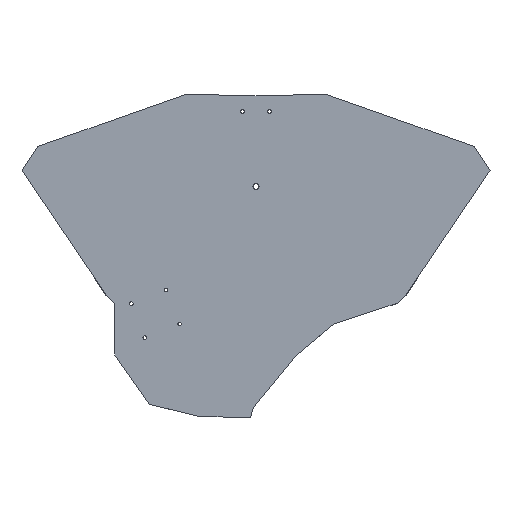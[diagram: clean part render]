
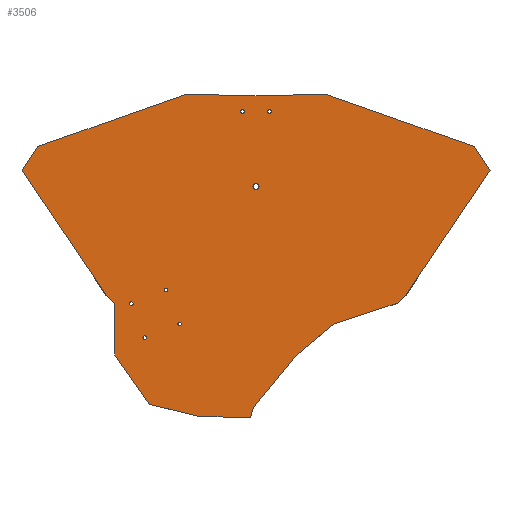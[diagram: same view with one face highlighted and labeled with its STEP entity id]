
A CAD part, top view. The second image highlights one B-rep face of the part: STEP entity #3506.
In plain terms, the highlighted planar face has unit normal (0, 0, 1).
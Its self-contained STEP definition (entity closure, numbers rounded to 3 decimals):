
#43=FACE_BOUND('',#608,.T.);
#44=FACE_BOUND('',#609,.T.);
#45=FACE_BOUND('',#610,.T.);
#46=FACE_BOUND('',#611,.T.);
#47=FACE_BOUND('',#612,.T.);
#48=FACE_BOUND('',#613,.T.);
#49=FACE_BOUND('',#614,.T.);
#208=PLANE('',#3759);
#393=FACE_OUTER_BOUND('',#607,.T.);
#607=EDGE_LOOP('',(#3266,#3267,#3268,#3269,#3270,#3271,#3272,#3273,#3274,
#3275,#3276,#3277,#3278,#3279,#3280,#3281,#3282,#3283));
#608=EDGE_LOOP('',(#3284));
#609=EDGE_LOOP('',(#3285));
#610=EDGE_LOOP('',(#3286));
#611=EDGE_LOOP('',(#3287));
#612=EDGE_LOOP('',(#3288));
#613=EDGE_LOOP('',(#3289));
#614=EDGE_LOOP('',(#3290));
#687=LINE('',#4828,#1116);
#787=LINE('',#5146,#1216);
#790=LINE('',#5151,#1219);
#792=LINE('',#5155,#1221);
#794=LINE('',#5160,#1223);
#797=LINE('',#5165,#1226);
#799=LINE('',#5169,#1228);
#801=LINE('',#5173,#1230);
#803=LINE('',#5176,#1232);
#1019=LINE('',#5605,#1448);
#1021=LINE('',#5609,#1450);
#1023=LINE('',#5613,#1452);
#1025=LINE('',#5617,#1454);
#1026=LINE('',#5619,#1455);
#1028=LINE('',#5623,#1457);
#1030=LINE('',#5627,#1459);
#1032=LINE('',#5631,#1461);
#1033=LINE('',#5633,#1462);
#1116=VECTOR('',#3881,10.);
#1216=VECTOR('',#4213,10.);
#1219=VECTOR('',#4218,10.);
#1221=VECTOR('',#4222,10.);
#1223=VECTOR('',#4226,10.);
#1226=VECTOR('',#4231,10.);
#1228=VECTOR('',#4235,10.);
#1230=VECTOR('',#4239,10.);
#1232=VECTOR('',#4243,10.);
#1448=VECTOR('',#4601,10.);
#1450=VECTOR('',#4605,10.);
#1452=VECTOR('',#4609,10.);
#1454=VECTOR('',#4613,10.);
#1455=VECTOR('',#4616,10.);
#1457=VECTOR('',#4620,10.);
#1459=VECTOR('',#4624,10.);
#1461=VECTOR('',#4628,10.);
#1462=VECTOR('',#4631,10.);
#1474=CIRCLE('',#3523,1.05);
#1476=CIRCLE('',#3526,1.05);
#1504=CIRCLE('',#3595,1.05);
#1507=CIRCLE('',#3602,1.05);
#1510=CIRCLE('',#3608,1.05);
#1513=CIRCLE('',#3614,1.05);
#1527=CIRCLE('',#3760,1.75);
#1528=VERTEX_POINT('',#4675);
#1530=VERTEX_POINT('',#4681);
#1586=VERTEX_POINT('',#4825);
#1587=VERTEX_POINT('',#4827);
#1642=VERTEX_POINT('',#4978);
#1645=VERTEX_POINT('',#4990);
#1648=VERTEX_POINT('',#5001);
#1651=VERTEX_POINT('',#5012);
#1688=VERTEX_POINT('',#5144);
#1689=VERTEX_POINT('',#5145);
#1690=VERTEX_POINT('',#5150);
#1691=VERTEX_POINT('',#5154);
#1692=VERTEX_POINT('',#5158);
#1693=VERTEX_POINT('',#5159);
#1694=VERTEX_POINT('',#5164);
#1695=VERTEX_POINT('',#5168);
#1696=VERTEX_POINT('',#5172);
#1838=VERTEX_POINT('',#5603);
#1839=VERTEX_POINT('',#5607);
#1840=VERTEX_POINT('',#5611);
#1841=VERTEX_POINT('',#5615);
#1842=VERTEX_POINT('',#5621);
#1843=VERTEX_POINT('',#5625);
#1844=VERTEX_POINT('',#5629);
#1845=VERTEX_POINT('',#5657);
#1846=EDGE_CURVE('',#1528,#1528,#1474,.T.);
#1849=EDGE_CURVE('',#1530,#1530,#1476,.T.);
#1922=EDGE_CURVE('',#1587,#1586,#687,.T.);
#1994=EDGE_CURVE('',#1642,#1642,#1504,.T.);
#1999=EDGE_CURVE('',#1645,#1645,#1507,.T.);
#2004=EDGE_CURVE('',#1648,#1648,#1510,.T.);
#2009=EDGE_CURVE('',#1651,#1651,#1513,.T.);
#2070=EDGE_CURVE('',#1688,#1689,#787,.T.);
#2073=EDGE_CURVE('',#1689,#1690,#790,.T.);
#2075=EDGE_CURVE('',#1691,#1690,#792,.T.);
#2077=EDGE_CURVE('',#1692,#1693,#794,.T.);
#2080=EDGE_CURVE('',#1693,#1694,#797,.T.);
#2082=EDGE_CURVE('',#1695,#1694,#799,.T.);
#2084=EDGE_CURVE('',#1696,#1695,#801,.T.);
#2086=EDGE_CURVE('',#1696,#1688,#803,.T.);
#2302=EDGE_CURVE('',#1691,#1838,#1019,.T.);
#2304=EDGE_CURVE('',#1838,#1839,#1021,.T.);
#2306=EDGE_CURVE('',#1839,#1840,#1023,.T.);
#2308=EDGE_CURVE('',#1840,#1841,#1025,.T.);
#2309=EDGE_CURVE('',#1841,#1587,#1026,.T.);
#2311=EDGE_CURVE('',#1586,#1842,#1028,.T.);
#2313=EDGE_CURVE('',#1842,#1843,#1030,.T.);
#2315=EDGE_CURVE('',#1843,#1844,#1032,.T.);
#2316=EDGE_CURVE('',#1844,#1692,#1033,.T.);
#2327=EDGE_CURVE('',#1845,#1845,#1527,.T.);
#3266=ORIENTED_EDGE('',*,*,#2302,.T.);
#3267=ORIENTED_EDGE('',*,*,#2304,.T.);
#3268=ORIENTED_EDGE('',*,*,#2306,.T.);
#3269=ORIENTED_EDGE('',*,*,#2308,.T.);
#3270=ORIENTED_EDGE('',*,*,#2309,.T.);
#3271=ORIENTED_EDGE('',*,*,#1922,.T.);
#3272=ORIENTED_EDGE('',*,*,#2311,.T.);
#3273=ORIENTED_EDGE('',*,*,#2313,.T.);
#3274=ORIENTED_EDGE('',*,*,#2315,.T.);
#3275=ORIENTED_EDGE('',*,*,#2316,.T.);
#3276=ORIENTED_EDGE('',*,*,#2077,.T.);
#3277=ORIENTED_EDGE('',*,*,#2080,.T.);
#3278=ORIENTED_EDGE('',*,*,#2082,.F.);
#3279=ORIENTED_EDGE('',*,*,#2084,.F.);
#3280=ORIENTED_EDGE('',*,*,#2086,.T.);
#3281=ORIENTED_EDGE('',*,*,#2070,.T.);
#3282=ORIENTED_EDGE('',*,*,#2073,.T.);
#3283=ORIENTED_EDGE('',*,*,#2075,.F.);
#3284=ORIENTED_EDGE('',*,*,#1846,.T.);
#3285=ORIENTED_EDGE('',*,*,#1849,.T.);
#3286=ORIENTED_EDGE('',*,*,#1999,.T.);
#3287=ORIENTED_EDGE('',*,*,#2004,.T.);
#3288=ORIENTED_EDGE('',*,*,#2009,.T.);
#3289=ORIENTED_EDGE('',*,*,#1994,.T.);
#3290=ORIENTED_EDGE('',*,*,#2327,.T.);
#3506=ADVANCED_FACE('',(#393,#43,#44,#45,#46,#47,#48,#49),#208,.T.);
#3523=AXIS2_PLACEMENT_3D('',#4676,#3766,#3767);
#3526=AXIS2_PLACEMENT_3D('',#4682,#3773,#3774);
#3595=AXIS2_PLACEMENT_3D('',#4980,#4028,#4029);
#3602=AXIS2_PLACEMENT_3D('',#4992,#4044,#4045);
#3608=AXIS2_PLACEMENT_3D('',#5003,#4058,#4059);
#3614=AXIS2_PLACEMENT_3D('',#5014,#4072,#4073);
#3759=AXIS2_PLACEMENT_3D('',#5656,#4666,#4667);
#3760=AXIS2_PLACEMENT_3D('',#5658,#4668,#4669);
#3766=DIRECTION('center_axis',(0.,0.,-1.));
#3767=DIRECTION('ref_axis',(-1.,0.,0.));
#3773=DIRECTION('center_axis',(0.,0.,-1.));
#3774=DIRECTION('ref_axis',(-1.,0.,0.));
#3881=DIRECTION('',(-1.,0.025,0.));
#4028=DIRECTION('center_axis',(0.,0.,-1.));
#4029=DIRECTION('ref_axis',(1.,0.,0.));
#4044=DIRECTION('center_axis',(0.,0.,-1.));
#4045=DIRECTION('ref_axis',(1.,0.,0.));
#4058=DIRECTION('center_axis',(0.,0.,-1.));
#4059=DIRECTION('ref_axis',(1.,0.,0.));
#4072=DIRECTION('center_axis',(0.,0.,-1.));
#4073=DIRECTION('ref_axis',(1.,0.,0.));
#4213=DIRECTION('',(0.636,0.772,0.));
#4218=DIRECTION('',(0.767,0.642,0.));
#4222=DIRECTION('',(-0.95,-0.312,0.));
#4226=DIRECTION('',(0.,-1.,0.));
#4231=DIRECTION('',(0.574,-0.819,0.));
#4235=DIRECTION('',(-0.972,0.236,0.));
#4239=DIRECTION('',(-1.,0.029,0.));
#4243=DIRECTION('',(0.259,0.966,0.));
#4601=DIRECTION('',(0.732,0.681,0.));
#4605=DIRECTION('',(0.56,0.829,0.));
#4609=DIRECTION('',(-0.549,0.836,0.));
#4613=DIRECTION('',(-0.943,0.333,0.));
#4616=DIRECTION('',(-1.,-0.025,0.));
#4620=DIRECTION('',(-0.943,-0.333,0.));
#4624=DIRECTION('',(-0.549,-0.836,0.));
#4628=DIRECTION('',(0.56,-0.829,0.));
#4631=DIRECTION('',(0.732,-0.681,0.));
#4666=DIRECTION('center_axis',(0.,0.,1.));
#4667=DIRECTION('ref_axis',(1.,0.,0.));
#4668=DIRECTION('center_axis',(0.,0.,-1.));
#4669=DIRECTION('ref_axis',(-1.,0.,0.));
#4675=CARTESIAN_POINT('',(-6.85,95.,3.));
#4676=CARTESIAN_POINT('Origin',(-7.9,95.,3.));
#4681=CARTESIAN_POINT('',(8.95,95.,3.));
#4682=CARTESIAN_POINT('Origin',(7.9,95.,3.));
#4825=CARTESIAN_POINT('',(-40.522,105.,3.));
#4827=CARTESIAN_POINT('',(0.,104.,3.));
#4828=CARTESIAN_POINT('',(0.,104.,3.));
#4978=CARTESIAN_POINT('',(-73.423,-16.64,3.));
#4980=CARTESIAN_POINT('Origin',(-72.373,-16.64,3.));
#4990=CARTESIAN_POINT('',(-53.207,-8.67,3.));
#4992=CARTESIAN_POINT('Origin',(-52.157,-8.67,3.));
#5001=CARTESIAN_POINT('',(-65.641,-36.388,3.));
#5003=CARTESIAN_POINT('Origin',(-64.591,-36.388,3.));
#5012=CARTESIAN_POINT('',(-45.424,-28.421,3.));
#5014=CARTESIAN_POINT('Origin',(-44.374,-28.421,3.));
#5144=CARTESIAN_POINT('',(-1.515,-76.887,3.));
#5145=CARTESIAN_POINT('',(23.385,-46.686,3.));
#5146=CARTESIAN_POINT('',(-1.515,-76.887,3.));
#5150=CARTESIAN_POINT('',(45.05,-28.559,3.));
#5151=CARTESIAN_POINT('',(1.72,-64.813,3.));
#5154=CARTESIAN_POINT('',(81.909,-16.453,3.));
#5155=CARTESIAN_POINT('',(81.909,-16.453,3.));
#5158=CARTESIAN_POINT('',(-81.909,-16.453,3.));
#5159=CARTESIAN_POINT('',(-81.909,-46.453,3.));
#5160=CARTESIAN_POINT('',(-81.909,-16.453,3.));
#5164=CARTESIAN_POINT('',(-61.834,-75.123,3.));
#5165=CARTESIAN_POINT('',(-81.909,-46.453,3.));
#5168=CARTESIAN_POINT('',(-33.292,-82.042,3.));
#5169=CARTESIAN_POINT('',(-33.292,-82.042,3.));
#5172=CARTESIAN_POINT('',(-3.133,-82.924,3.));
#5173=CARTESIAN_POINT('',(-3.133,-82.924,3.));
#5176=CARTESIAN_POINT('',(-4.75,-88.961,3.));
#5603=CARTESIAN_POINT('',(87.138,-11.592,3.));
#5605=CARTESIAN_POINT('',(87.138,-11.592,3.));
#5607=CARTESIAN_POINT('',(135.88,60.539,3.));
#5609=CARTESIAN_POINT('',(135.88,60.539,3.));
#5611=CARTESIAN_POINT('',(126.654,74.602,3.));
#5613=CARTESIAN_POINT('',(126.654,74.602,3.));
#5615=CARTESIAN_POINT('',(40.522,105.,3.));
#5617=CARTESIAN_POINT('',(40.522,105.,3.));
#5619=CARTESIAN_POINT('',(0.,104.,3.));
#5621=CARTESIAN_POINT('',(-126.654,74.602,3.));
#5623=CARTESIAN_POINT('',(-40.522,105.,3.));
#5625=CARTESIAN_POINT('',(-135.88,60.539,3.));
#5627=CARTESIAN_POINT('',(-126.654,74.602,3.));
#5629=CARTESIAN_POINT('',(-87.138,-11.592,3.));
#5631=CARTESIAN_POINT('',(-135.88,60.539,3.));
#5633=CARTESIAN_POINT('',(-87.138,-11.592,3.));
#5656=CARTESIAN_POINT('Origin',(0.,43.774,3.));
#5657=CARTESIAN_POINT('',(1.75,51.5,3.));
#5658=CARTESIAN_POINT('Origin',(0.,51.5,3.));
